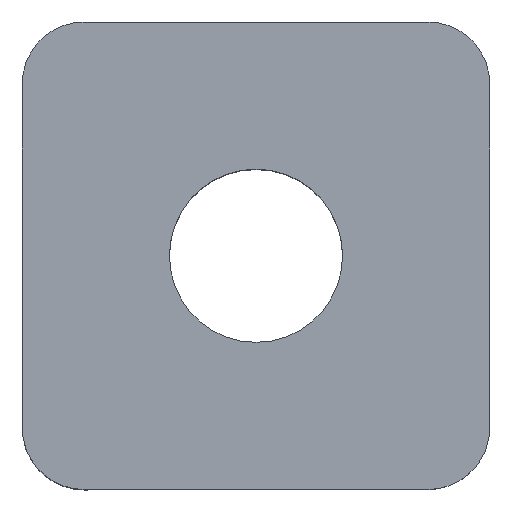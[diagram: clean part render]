
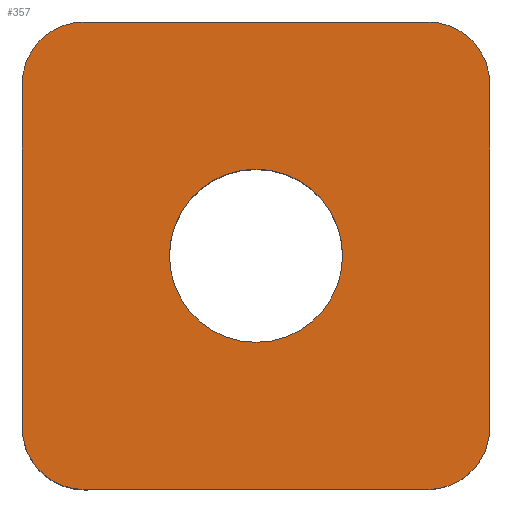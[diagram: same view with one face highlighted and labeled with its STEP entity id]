
A CAD part, top view. The second image highlights one B-rep face of the part: STEP entity #357.
In plain terms, the highlighted planar face has unit normal (0, 0, 1).
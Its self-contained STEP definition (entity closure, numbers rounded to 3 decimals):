
#20=FACE_BOUND('',#58,.T.);
#24=PLANE('',#402);
#37=FACE_OUTER_BOUND('',#57,.T.);
#57=EDGE_LOOP('',(#277,#278,#279,#280,#281,#282,#283,#284));
#58=EDGE_LOOP('',(#285));
#79=LINE('',#569,#112);
#88=LINE('',#599,#121);
#89=LINE('',#603,#122);
#90=LINE('',#606,#123);
#112=VECTOR('',#453,10.);
#121=VECTOR('',#482,10.);
#122=VECTOR('',#485,10.);
#123=VECTOR('',#488,10.);
#147=CIRCLE('',#401,6.35);
#148=CIRCLE('',#403,6.35);
#149=CIRCLE('',#404,6.35);
#150=CIRCLE('',#405,6.35);
#151=CIRCLE('',#406,8.89);
#167=VERTEX_POINT('',#566);
#168=VERTEX_POINT('',#568);
#177=VERTEX_POINT('',#592);
#178=VERTEX_POINT('',#596);
#179=VERTEX_POINT('',#598);
#180=VERTEX_POINT('',#600);
#181=VERTEX_POINT('',#602);
#182=VERTEX_POINT('',#604);
#183=VERTEX_POINT('',#607);
#203=EDGE_CURVE('',#168,#167,#79,.F.);
#215=EDGE_CURVE('',#168,#177,#147,.T.);
#217=EDGE_CURVE('',#178,#167,#148,.T.);
#218=EDGE_CURVE('',#179,#178,#88,.T.);
#219=EDGE_CURVE('',#180,#179,#149,.T.);
#220=EDGE_CURVE('',#180,#181,#89,.F.);
#221=EDGE_CURVE('',#182,#181,#150,.T.);
#222=EDGE_CURVE('',#182,#177,#90,.F.);
#223=EDGE_CURVE('',#183,#183,#151,.F.);
#277=ORIENTED_EDGE('',*,*,#215,.F.);
#278=ORIENTED_EDGE('',*,*,#203,.T.);
#279=ORIENTED_EDGE('',*,*,#217,.F.);
#280=ORIENTED_EDGE('',*,*,#218,.F.);
#281=ORIENTED_EDGE('',*,*,#219,.F.);
#282=ORIENTED_EDGE('',*,*,#220,.T.);
#283=ORIENTED_EDGE('',*,*,#221,.F.);
#284=ORIENTED_EDGE('',*,*,#222,.T.);
#285=ORIENTED_EDGE('',*,*,#223,.F.);
#357=ADVANCED_FACE('',(#37,#20),#24,.T.);
#401=AXIS2_PLACEMENT_3D('',#593,#475,#476);
#402=AXIS2_PLACEMENT_3D('',#595,#478,#479);
#403=AXIS2_PLACEMENT_3D('',#597,#480,#481);
#404=AXIS2_PLACEMENT_3D('',#601,#483,#484);
#405=AXIS2_PLACEMENT_3D('',#605,#486,#487);
#406=AXIS2_PLACEMENT_3D('',#608,#489,#490);
#453=DIRECTION('',(-1.,0.,0.));
#475=DIRECTION('center_axis',(0.,0.,-1.));
#476=DIRECTION('ref_axis',(-0.707,-0.707,0.));
#478=DIRECTION('center_axis',(0.,0.,1.));
#479=DIRECTION('ref_axis',(1.,0.,0.));
#480=DIRECTION('center_axis',(0.,0.,-1.));
#481=DIRECTION('ref_axis',(0.707,-0.707,0.));
#482=DIRECTION('',(0.,-1.,0.));
#483=DIRECTION('center_axis',(0.,0.,-1.));
#484=DIRECTION('ref_axis',(0.707,0.707,0.));
#485=DIRECTION('',(1.,0.,0.));
#486=DIRECTION('center_axis',(0.,0.,-1.));
#487=DIRECTION('ref_axis',(-0.707,0.707,0.));
#488=DIRECTION('',(0.,1.,0.));
#489=DIRECTION('center_axis',(0.,0.,-1.));
#490=DIRECTION('ref_axis',(-1.,0.,0.));
#566=CARTESIAN_POINT('',(42.418,-48.768,28.575));
#568=CARTESIAN_POINT('',(7.112,-48.768,28.575));
#569=CARTESIAN_POINT('',(15.558,-48.768,28.575));
#592=CARTESIAN_POINT('',(0.762,-42.418,28.575));
#593=CARTESIAN_POINT('Origin',(7.112,-42.418,28.575));
#595=CARTESIAN_POINT('Origin',(24.765,-49.53,28.575));
#596=CARTESIAN_POINT('',(48.768,-42.418,28.575));
#597=CARTESIAN_POINT('Origin',(42.418,-42.418,28.575));
#598=CARTESIAN_POINT('',(48.768,-7.112,28.575));
#599=CARTESIAN_POINT('',(48.768,-46.355,28.575));
#600=CARTESIAN_POINT('',(42.418,-0.762,28.575));
#601=CARTESIAN_POINT('Origin',(42.418,-7.112,28.575));
#602=CARTESIAN_POINT('',(7.112,-0.762,28.575));
#603=CARTESIAN_POINT('',(15.558,-0.762,28.575));
#604=CARTESIAN_POINT('',(0.762,-7.112,28.575));
#605=CARTESIAN_POINT('Origin',(7.112,-7.112,28.575));
#606=CARTESIAN_POINT('',(0.762,-37.148,28.575));
#607=CARTESIAN_POINT('',(33.655,-24.765,28.575));
#608=CARTESIAN_POINT('Origin',(24.765,-24.765,28.575));
